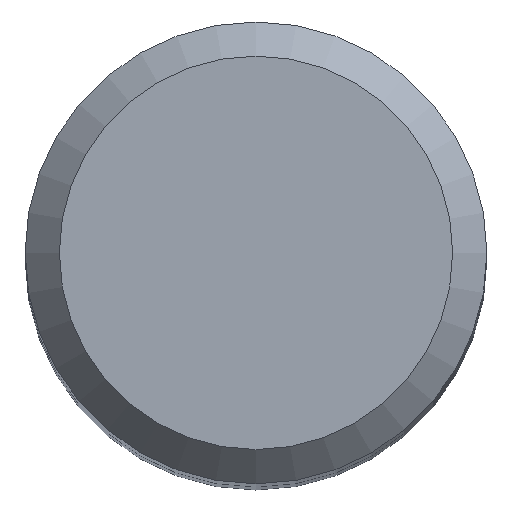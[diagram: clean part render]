
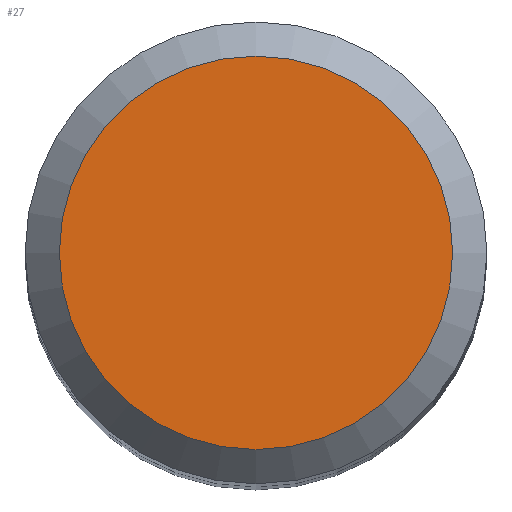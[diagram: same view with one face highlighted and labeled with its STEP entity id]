
A CAD part, top view. The second image highlights one B-rep face of the part: STEP entity #27.
In plain terms, the highlighted planar face has unit normal (0, 0, 1).
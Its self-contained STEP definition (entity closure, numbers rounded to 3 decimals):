
#9 = AXIS2_PLACEMENT_3D ( 'NONE', #179, #135, #109 ) ;
#17 = EDGE_LOOP ( 'NONE', ( #127 ) ) ;
#27 = ADVANCED_FACE ( 'NONE', ( #67 ), #32, .F. ) ;
#32 = PLANE ( 'NONE',  #42 ) ;
#42 = AXIS2_PLACEMENT_3D ( 'NONE', #97, #140, #163 ) ;
#67 = FACE_OUTER_BOUND ( 'NONE', #17, .T. ) ;
#97 = CARTESIAN_POINT ( 'NONE',  ( 0., 0., 107. ) ) ;
#109 = DIRECTION ( 'NONE',  ( 0., 1., 0. ) ) ;
#112 = CIRCLE ( 'NONE', #9, 5.75 ) ;
#127 = ORIENTED_EDGE ( 'NONE', *, *, #198, .F. ) ;
#132 = VERTEX_POINT ( 'NONE', #167 ) ;
#135 = DIRECTION ( 'NONE',  ( 0., 0., -1. ) ) ;
#140 = DIRECTION ( 'NONE',  ( 0., 0., -1. ) ) ;
#163 = DIRECTION ( 'NONE',  ( 0., 1., 0. ) ) ;
#167 = CARTESIAN_POINT ( 'NONE',  ( 0., 5.75, 107. ) ) ;
#179 = CARTESIAN_POINT ( 'NONE',  ( 0., 0., 107. ) ) ;
#198 = EDGE_CURVE ( 'NONE', #132, #132, #112, .T. ) ;
